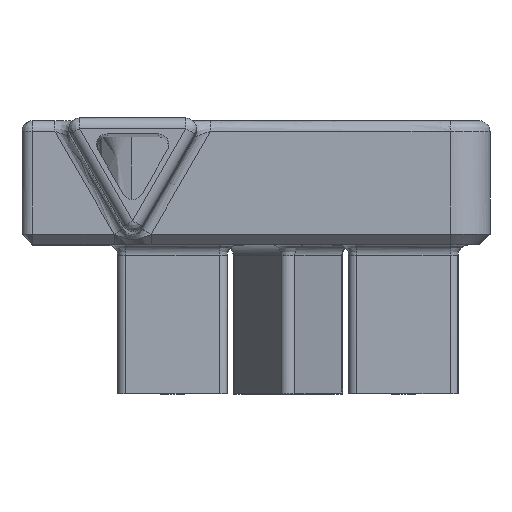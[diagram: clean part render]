
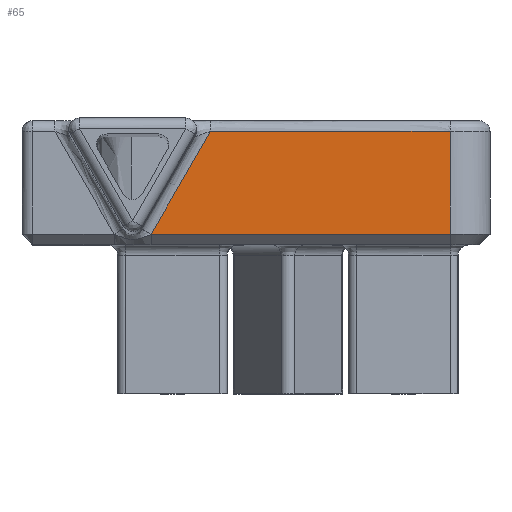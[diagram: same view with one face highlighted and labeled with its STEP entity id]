
A CAD part, top view. The second image highlights one B-rep face of the part: STEP entity #65.
In plain terms, the highlighted planar face has unit normal (0, 0, 1).
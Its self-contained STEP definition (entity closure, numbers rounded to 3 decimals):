
#65=ADVANCED_FACE('',(#275),#3087,.T.);
#275=FACE_OUTER_BOUND('',#491,.T.);
#491=EDGE_LOOP('',(#913,#914,#915,#916));
#913=ORIENTED_EDGE('',*,*,#1926,.T.);
#914=ORIENTED_EDGE('',*,*,#1838,.T.);
#915=ORIENTED_EDGE('',*,*,#1839,.T.);
#916=ORIENTED_EDGE('',*,*,#1840,.T.);
#1838=EDGE_CURVE('',#2941,#2942,#2305,.T.);
#1839=EDGE_CURVE('',#2942,#2943,#2306,.T.);
#1840=EDGE_CURVE('',#2943,#2940,#2307,.T.);
#1926=EDGE_CURVE('',#2940,#2941,#2371,.T.);
#2305=B_SPLINE_CURVE_WITH_KNOTS('',1,(#8830,#8831),.UNSPECIFIED.,.F.,.F.,
(2,2),(0.,28.109),.UNSPECIFIED.);
#2306=B_SPLINE_CURVE_WITH_KNOTS('',1,(#8832,#8833),.UNSPECIFIED.,.F.,.F.,
(2,2),(-9.667,0.),.UNSPECIFIED.);
#2307=B_SPLINE_CURVE_WITH_KNOTS('',1,(#8834,#8835),.UNSPECIFIED.,.F.,.F.,
(2,2),(0.,22.528),.UNSPECIFIED.);
#2371=B_SPLINE_CURVE_WITH_KNOTS('',1,(#9046,#9047),.UNSPECIFIED.,.F.,.F.,
(2,2),(0.,11.163),.UNSPECIFIED.);
#2940=VERTEX_POINT('',#8299);
#2941=VERTEX_POINT('',#8300);
#2942=VERTEX_POINT('',#8301);
#2943=VERTEX_POINT('',#8302);
#3087=PLANE('',#3316);
#3316=AXIS2_PLACEMENT_3D('',#4497,#3389,$);
#3389=DIRECTION('',(0.,0.,1.));
#4497=CARTESIAN_POINT('',(18.054,55.81,-140.525));
#8299=CARTESIAN_POINT('',(-7.285,54.842,-140.525));
#8300=CARTESIAN_POINT('',(-12.867,45.175,-140.525));
#8301=CARTESIAN_POINT('',(15.242,45.175,-140.525));
#8302=CARTESIAN_POINT('',(15.242,54.842,-140.525));
#8830=CARTESIAN_POINT('',(-12.867,45.175,-140.525));
#8831=CARTESIAN_POINT('',(15.242,45.175,-140.525));
#8832=CARTESIAN_POINT('',(15.242,45.175,-140.525));
#8833=CARTESIAN_POINT('',(15.242,54.842,-140.525));
#8834=CARTESIAN_POINT('',(15.242,54.842,-140.525));
#8835=CARTESIAN_POINT('',(-7.285,54.842,-140.525));
#9046=CARTESIAN_POINT('',(-7.285,54.842,-140.525));
#9047=CARTESIAN_POINT('',(-12.867,45.175,-140.525));
